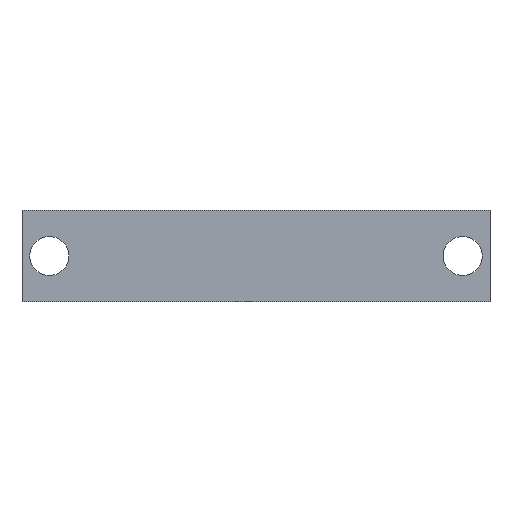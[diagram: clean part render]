
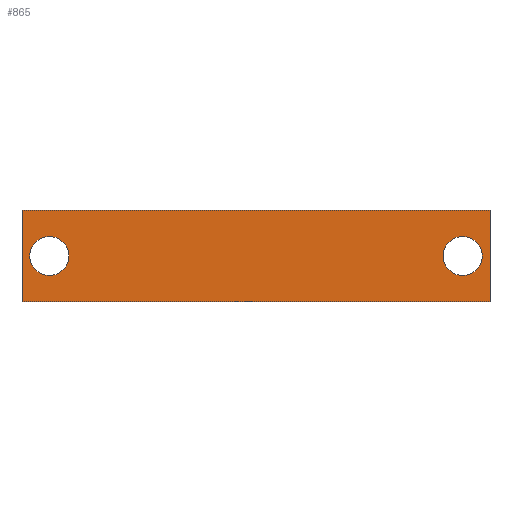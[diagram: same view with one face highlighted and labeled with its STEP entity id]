
A CAD part, front view. The second image highlights one B-rep face of the part: STEP entity #865.
In plain terms, the highlighted planar face has unit normal (0, -1, 0).
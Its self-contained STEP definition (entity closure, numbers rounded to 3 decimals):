
#10 = CIRCLE ( 'NONE', #650, 2.15 ) ;
#17 = DIRECTION ( 'NONE',  ( 0., 0., 1. ) ) ;
#24 = AXIS2_PLACEMENT_3D ( 'NONE', #641, #446, #454 ) ;
#33 = EDGE_LOOP ( 'NONE', ( #1100, #602 ) ) ;
#55 = LINE ( 'NONE', #941, #729 ) ;
#72 = EDGE_CURVE ( 'NONE', #683, #977, #10, .T. ) ;
#101 = LINE ( 'NONE', #976, #822 ) ;
#145 = CARTESIAN_POINT ( 'NONE',  ( 44.912, -0.855, 0. ) ) ;
#152 = ORIENTED_EDGE ( 'NONE', *, *, #172, .F. ) ;
#172 = EDGE_CURVE ( 'NONE', #474, #429, #101, .T. ) ;
#196 = DIRECTION ( 'NONE',  ( 0., 0., -1. ) ) ;
#219 = VERTEX_POINT ( 'NONE', #908 ) ;
#261 = DIRECTION ( 'NONE',  ( 0., 1., 0. ) ) ;
#288 = DIRECTION ( 'NONE',  ( 0., 1., 0. ) ) ;
#321 = DIRECTION ( 'NONE',  ( 1., 0., 0. ) ) ;
#361 = EDGE_CURVE ( 'NONE', #616, #429, #55, .T. ) ;
#388 = DIRECTION ( 'NONE',  ( 0., 1., 0. ) ) ;
#391 = ORIENTED_EDGE ( 'NONE', *, *, #1021, .T. ) ;
#399 = VECTOR ( 'NONE', #321, 1000. ) ;
#413 = VERTEX_POINT ( 'NONE', #864 ) ;
#417 = CARTESIAN_POINT ( 'NONE',  ( -6.488, -0.855, 10. ) ) ;
#429 = VERTEX_POINT ( 'NONE', #145 ) ;
#440 = PLANE ( 'NONE',  #555 ) ;
#446 = DIRECTION ( 'NONE',  ( 0., 1., 0. ) ) ;
#447 = DIRECTION ( 'NONE',  ( 0., 0., 1. ) ) ;
#454 = DIRECTION ( 'NONE',  ( 0., 0., 1. ) ) ;
#474 = VERTEX_POINT ( 'NONE', #514 ) ;
#477 = CARTESIAN_POINT ( 'NONE',  ( -3.488, -0.855, 2.85 ) ) ;
#514 = CARTESIAN_POINT ( 'NONE',  ( 44.912, -0.855, 10. ) ) ;
#531 = CARTESIAN_POINT ( 'NONE',  ( -6.488, -0.855, 10. ) ) ;
#555 = AXIS2_PLACEMENT_3D ( 'NONE', #898, #724, #1080 ) ;
#575 = AXIS2_PLACEMENT_3D ( 'NONE', #1091, #288, #17 ) ;
#586 = CARTESIAN_POINT ( 'NONE',  ( -3.488, -0.855, 7.15 ) ) ;
#591 = VECTOR ( 'NONE', #866, 1000. ) ;
#597 = EDGE_CURVE ( 'NONE', #977, #683, #1088, .T. ) ;
#602 = ORIENTED_EDGE ( 'NONE', *, *, #740, .T. ) ;
#616 = VERTEX_POINT ( 'NONE', #743 ) ;
#618 = CARTESIAN_POINT ( 'NONE',  ( -3.488, -0.855, 5. ) ) ;
#622 = FACE_BOUND ( 'NONE', #33, .T. ) ;
#629 = EDGE_CURVE ( 'NONE', #782, #474, #766, .T. ) ;
#641 = CARTESIAN_POINT ( 'NONE',  ( 41.912, -0.855, 5. ) ) ;
#650 = AXIS2_PLACEMENT_3D ( 'NONE', #618, #261, #447 ) ;
#667 = CARTESIAN_POINT ( 'NONE',  ( -6.488, -0.855, 10. ) ) ;
#679 = CARTESIAN_POINT ( 'NONE',  ( -3.488, -0.855, 5. ) ) ;
#681 = DIRECTION ( 'NONE',  ( 1., 0., 0. ) ) ;
#683 = VERTEX_POINT ( 'NONE', #586 ) ;
#695 = ORIENTED_EDGE ( 'NONE', *, *, #597, .T. ) ;
#716 = FACE_BOUND ( 'NONE', #1078, .T. ) ;
#724 = DIRECTION ( 'NONE',  ( 0., 1., 0. ) ) ;
#729 = VECTOR ( 'NONE', #681, 1000. ) ;
#740 = EDGE_CURVE ( 'NONE', #219, #413, #909, .T. ) ;
#743 = CARTESIAN_POINT ( 'NONE',  ( -6.488, -0.855, 0. ) ) ;
#754 = DIRECTION ( 'NONE',  ( 0., 0., 1. ) ) ;
#766 = LINE ( 'NONE', #667, #399 ) ;
#782 = VERTEX_POINT ( 'NONE', #531 ) ;
#785 = LINE ( 'NONE', #417, #591 ) ;
#822 = VECTOR ( 'NONE', #196, 1000. ) ;
#864 = CARTESIAN_POINT ( 'NONE',  ( 41.912, -0.855, 7.15 ) ) ;
#865 = ADVANCED_FACE ( 'NONE', ( #716, #622, #1074 ), #440, .F. ) ;
#866 = DIRECTION ( 'NONE',  ( 0., 0., -1. ) ) ;
#872 = ORIENTED_EDGE ( 'NONE', *, *, #629, .F. ) ;
#890 = EDGE_CURVE ( 'NONE', #413, #219, #1075, .T. ) ;
#898 = CARTESIAN_POINT ( 'NONE',  ( -6.488, -0.855, 10. ) ) ;
#908 = CARTESIAN_POINT ( 'NONE',  ( 41.912, -0.855, 2.85 ) ) ;
#909 = CIRCLE ( 'NONE', #24, 2.15 ) ;
#925 = EDGE_LOOP ( 'NONE', ( #1019, #152, #872, #391 ) ) ;
#941 = CARTESIAN_POINT ( 'NONE',  ( -6.488, -0.855, 0. ) ) ;
#976 = CARTESIAN_POINT ( 'NONE',  ( 44.912, -0.855, 10. ) ) ;
#977 = VERTEX_POINT ( 'NONE', #477 ) ;
#1019 = ORIENTED_EDGE ( 'NONE', *, *, #361, .T. ) ;
#1021 = EDGE_CURVE ( 'NONE', #782, #616, #785, .T. ) ;
#1074 = FACE_OUTER_BOUND ( 'NONE', #925, .T. ) ;
#1075 = CIRCLE ( 'NONE', #575, 2.15 ) ;
#1078 = EDGE_LOOP ( 'NONE', ( #1106, #695 ) ) ;
#1080 = DIRECTION ( 'NONE',  ( 0., 0., 1. ) ) ;
#1088 = CIRCLE ( 'NONE', #1113, 2.15 ) ;
#1091 = CARTESIAN_POINT ( 'NONE',  ( 41.912, -0.855, 5. ) ) ;
#1100 = ORIENTED_EDGE ( 'NONE', *, *, #890, .T. ) ;
#1106 = ORIENTED_EDGE ( 'NONE', *, *, #72, .T. ) ;
#1113 = AXIS2_PLACEMENT_3D ( 'NONE', #679, #388, #754 ) ;
